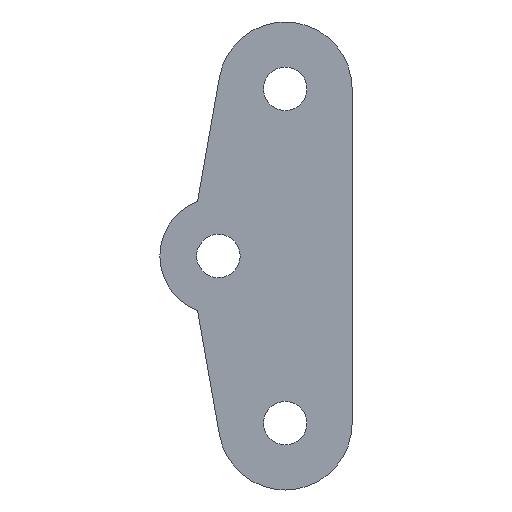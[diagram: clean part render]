
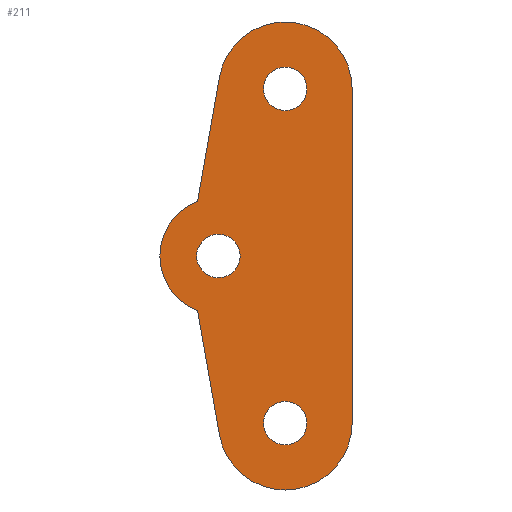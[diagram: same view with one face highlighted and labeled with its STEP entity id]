
A CAD part, front view. The second image highlights one B-rep face of the part: STEP entity #211.
In plain terms, the highlighted planar face has unit normal (0, -1, 0).
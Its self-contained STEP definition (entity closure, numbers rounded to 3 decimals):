
#18=FACE_BOUND('',#51,.T.);
#19=FACE_BOUND('',#52,.T.);
#20=FACE_BOUND('',#53,.T.);
#25=PLANE('',#248);
#36=FACE_OUTER_BOUND('',#50,.T.);
#50=EDGE_LOOP('',(#186,#187,#188,#189,#190,#191));
#51=EDGE_LOOP('',(#192));
#52=EDGE_LOOP('',(#193));
#53=EDGE_LOOP('',(#194));
#57=LINE('',#334,#72);
#62=LINE('',#348,#77);
#66=LINE('',#360,#81);
#72=VECTOR('',#274,10.);
#77=VECTOR('',#287,10.);
#81=VECTOR('',#299,10.);
#85=CIRCLE('',#228,2.6);
#87=CIRCLE('',#231,2.6);
#89=CIRCLE('',#234,2.6);
#90=CIRCLE('',#237,7.);
#92=CIRCLE('',#241,8.);
#94=CIRCLE('',#245,8.);
#97=VERTEX_POINT('',#316);
#99=VERTEX_POINT('',#322);
#101=VERTEX_POINT('',#328);
#102=VERTEX_POINT('',#332);
#103=VERTEX_POINT('',#333);
#106=VERTEX_POINT('',#341);
#108=VERTEX_POINT('',#347);
#110=VERTEX_POINT('',#353);
#112=VERTEX_POINT('',#359);
#116=EDGE_CURVE('',#97,#97,#85,.T.);
#119=EDGE_CURVE('',#99,#99,#87,.T.);
#122=EDGE_CURVE('',#101,#101,#89,.T.);
#123=EDGE_CURVE('',#102,#103,#57,.T.);
#127=EDGE_CURVE('',#106,#103,#90,.T.);
#130=EDGE_CURVE('',#108,#106,#62,.T.);
#133=EDGE_CURVE('',#110,#108,#92,.T.);
#136=EDGE_CURVE('',#110,#112,#66,.T.);
#139=EDGE_CURVE('',#102,#112,#94,.T.);
#186=ORIENTED_EDGE('',*,*,#139,.F.);
#187=ORIENTED_EDGE('',*,*,#123,.T.);
#188=ORIENTED_EDGE('',*,*,#127,.F.);
#189=ORIENTED_EDGE('',*,*,#130,.F.);
#190=ORIENTED_EDGE('',*,*,#133,.F.);
#191=ORIENTED_EDGE('',*,*,#136,.T.);
#192=ORIENTED_EDGE('',*,*,#122,.F.);
#193=ORIENTED_EDGE('',*,*,#119,.F.);
#194=ORIENTED_EDGE('',*,*,#116,.F.);
#211=ADVANCED_FACE('',(#36,#18,#19,#20),#25,.F.);
#228=AXIS2_PLACEMENT_3D('',#318,#256,#257);
#231=AXIS2_PLACEMENT_3D('',#324,#263,#264);
#234=AXIS2_PLACEMENT_3D('',#330,#270,#271);
#237=AXIS2_PLACEMENT_3D('',#342,#280,#281);
#241=AXIS2_PLACEMENT_3D('',#354,#292,#293);
#245=AXIS2_PLACEMENT_3D('',#365,#304,#305);
#248=AXIS2_PLACEMENT_3D('',#368,#310,#311);
#256=DIRECTION('center_axis',(0.,-1.,0.));
#257=DIRECTION('ref_axis',(1.,0.,0.));
#263=DIRECTION('center_axis',(0.,-1.,0.));
#264=DIRECTION('ref_axis',(1.,0.,0.));
#270=DIRECTION('center_axis',(0.,-1.,0.));
#271=DIRECTION('ref_axis',(1.,0.,0.));
#274=DIRECTION('',(-0.174,0.,-0.985));
#280=DIRECTION('center_axis',(0.,1.,0.));
#281=DIRECTION('ref_axis',(1.,0.,0.));
#287=DIRECTION('',(-0.174,0.,0.985));
#292=DIRECTION('center_axis',(0.,1.,0.));
#293=DIRECTION('ref_axis',(1.,0.,0.));
#299=DIRECTION('',(0.,0.,1.));
#304=DIRECTION('center_axis',(0.,1.,0.));
#305=DIRECTION('ref_axis',(1.,0.,0.));
#310=DIRECTION('center_axis',(0.,1.,0.));
#311=DIRECTION('ref_axis',(1.,0.,0.));
#316=CARTESIAN_POINT('',(5.4,0.,20.));
#318=CARTESIAN_POINT('Origin',(8.,0.,20.));
#322=CARTESIAN_POINT('',(5.4,0.,-20.));
#324=CARTESIAN_POINT('Origin',(8.,0.,-20.));
#328=CARTESIAN_POINT('',(-2.6,0.,0.));
#330=CARTESIAN_POINT('Origin',(0.,0.,0.));
#332=CARTESIAN_POINT('',(0.122,0.,21.389));
#333=CARTESIAN_POINT('',(-2.497,0.,6.54));
#334=CARTESIAN_POINT('',(0.446,0.,23.232));
#341=CARTESIAN_POINT('',(-2.497,0.,-6.54));
#342=CARTESIAN_POINT('Origin',(0.,0.,0.));
#347=CARTESIAN_POINT('',(0.122,0.,-21.389));
#348=CARTESIAN_POINT('',(0.446,0.,-23.232));
#353=CARTESIAN_POINT('',(16.,0.,-20.));
#354=CARTESIAN_POINT('Origin',(8.,0.,-20.));
#359=CARTESIAN_POINT('',(16.,0.,20.));
#360=CARTESIAN_POINT('',(16.,0.,-20.));
#365=CARTESIAN_POINT('Origin',(8.,0.,20.));
#368=CARTESIAN_POINT('Origin',(8.,0.,20.));
